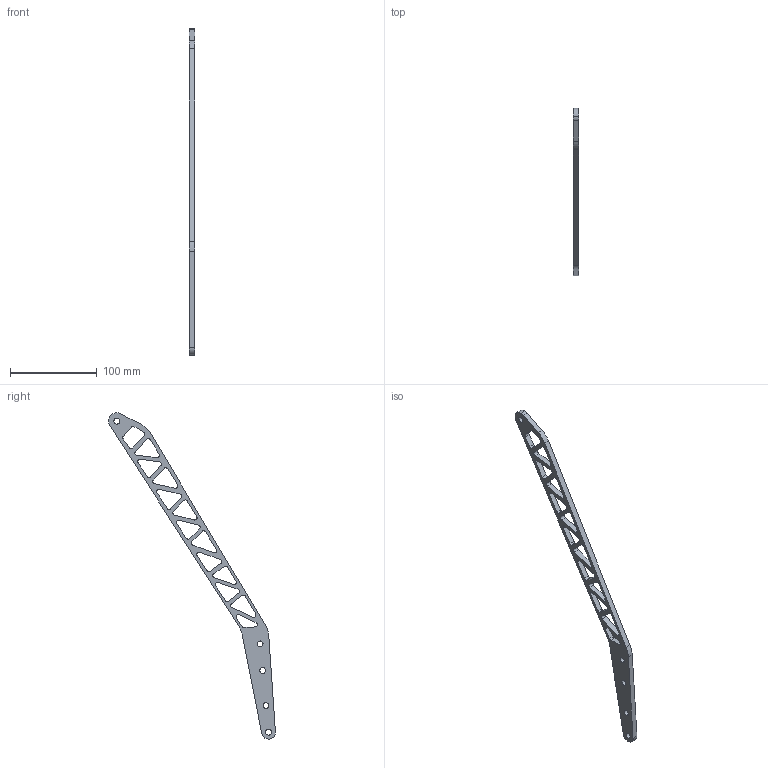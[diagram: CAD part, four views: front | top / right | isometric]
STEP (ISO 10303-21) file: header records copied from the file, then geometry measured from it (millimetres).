
FILE_DESCRIPTION (( 'STEP AP214' ), '1' );
FILE_NAME ('RW_Swan_Neck.STEP', '2025-02-28T17:49:48', ( '' ), ( '' ), 'SwSTEP 2.0', 'SolidWorks 2024', '' );
FILE_SCHEMA (( 'AUTOMOTIVE_DESIGN' ));
Length unit declared in the file: inch
Products named in the file (1): RW_Swan_Neck
Bounding box: 6.35 x 191.97 x 375.42 mm (x, y, z)
Volume: 45536.1 mm3; surface area: 26855.8 mm2
Topology: 1 solids, 1 shells, 116 faces, 342 edges, 228 vertices
Faces by surface type: cylinder 69, plane 47
Entity records: 4023 total; most frequent: DIRECTION 714, CARTESIAN_POINT 687, ORIENTED_EDGE 684, EDGE_CURVE 342, AXIS2_PLACEMENT_3D 255, VERTEX_POINT 228, LINE 204, VECTOR 204
